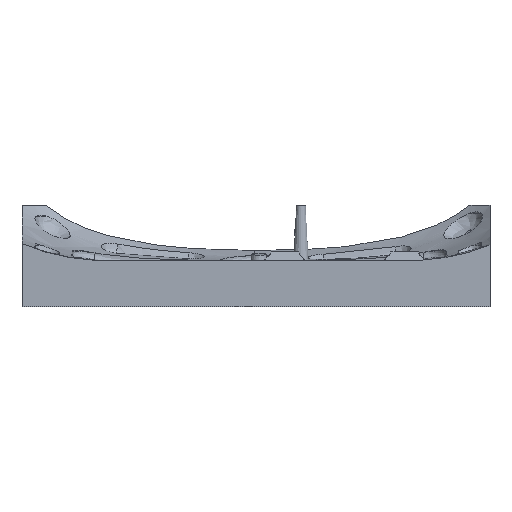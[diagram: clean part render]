
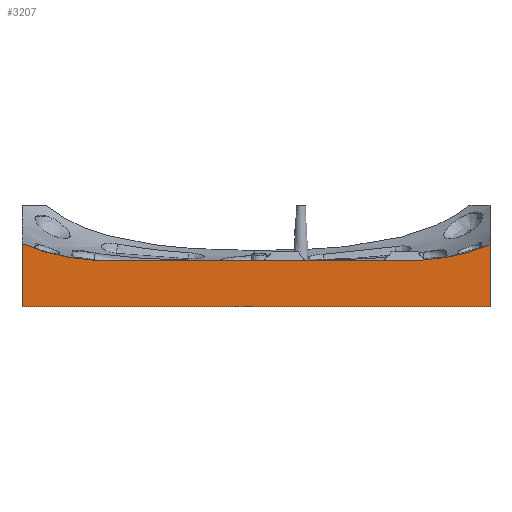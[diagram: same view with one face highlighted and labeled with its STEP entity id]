
A CAD part, left-side view. The second image highlights one B-rep face of the part: STEP entity #3207.
In plain terms, the highlighted planar face has unit normal (-1, 0, 0).
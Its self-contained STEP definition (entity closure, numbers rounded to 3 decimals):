
#195=LINE('',#8321,#288);
#226=LINE('',#8431,#319);
#257=LINE('',#9809,#350);
#258=LINE('',#9810,#351);
#288=VECTOR('',#3529,10.);
#319=VECTOR('',#3604,10.);
#350=VECTOR('',#3685,10.);
#351=VECTOR('',#3686,10.);
#394=PLANE('',#3362);
#489=FACE_OUTER_BOUND('',#620,.T.);
#620=EDGE_LOOP('',(#2608,#2609,#2610,#2611,#2612,#2613));
#849=B_SPLINE_CURVE_WITH_KNOTS('',3,(#9605,#9606,#9607,#9608,#9609,#9610),
 .UNSPECIFIED.,.F.,.F.,(4,2,4),(1.654,1.964,2.931),
 .UNSPECIFIED.);
#852=B_SPLINE_CURVE_WITH_KNOTS('',3,(#9804,#9805,#9806,#9807),
 .UNSPECIFIED.,.F.,.F.,(4,4),(0.003,1.342),
 .UNSPECIFIED.);
#1219=VERTEX_POINT('',#8180);
#1220=VERTEX_POINT('',#8320);
#1248=VERTEX_POINT('',#8425);
#1249=VERTEX_POINT('',#8430);
#1295=VERTEX_POINT('',#9803);
#1296=VERTEX_POINT('',#9808);
#1689=EDGE_CURVE('',#1220,#1219,#195,.T.);
#1732=EDGE_CURVE('',#1249,#1248,#226,.F.);
#1790=EDGE_CURVE('',#1219,#1249,#849,.T.);
#1797=EDGE_CURVE('',#1248,#1295,#852,.F.);
#1798=EDGE_CURVE('',#1295,#1296,#257,.T.);
#1799=EDGE_CURVE('',#1220,#1296,#258,.T.);
#2608=ORIENTED_EDGE('',*,*,#1797,.T.);
#2609=ORIENTED_EDGE('',*,*,#1798,.T.);
#2610=ORIENTED_EDGE('',*,*,#1799,.F.);
#2611=ORIENTED_EDGE('',*,*,#1689,.T.);
#2612=ORIENTED_EDGE('',*,*,#1790,.T.);
#2613=ORIENTED_EDGE('',*,*,#1732,.T.);
#3207=ADVANCED_FACE('',(#489),#394,.T.);
#3362=AXIS2_PLACEMENT_3D('',#9802,#3683,#3684);
#3529=DIRECTION('',(0.,0.,1.));
#3604=DIRECTION('',(0.,-1.,0.));
#3683=DIRECTION('center_axis',(-1.,0.,0.));
#3684=DIRECTION('ref_axis',(0.,1.,0.));
#3685=DIRECTION('',(0.,0.,-1.));
#3686=DIRECTION('',(0.,1.,0.));
#8180=CARTESIAN_POINT('',(17.608,-42.211,-26.922));
#8320=CARTESIAN_POINT('',(17.608,-42.211,-38.138));
#8321=CARTESIAN_POINT('',(17.608,-42.211,-28.138));
#8425=CARTESIAN_POINT('',(17.608,29.796,-29.67));
#8430=CARTESIAN_POINT('',(17.608,-29.795,-29.67));
#8431=CARTESIAN_POINT('',(17.608,-21.447,-29.67));
#9605=CARTESIAN_POINT('Ctrl Pts',(17.608,-42.211,-26.922));
#9606=CARTESIAN_POINT('Ctrl Pts',(17.608,-41.263,-27.322));
#9607=CARTESIAN_POINT('Ctrl Pts',(17.608,-40.293,-27.674));
#9608=CARTESIAN_POINT('Ctrl Pts',(17.608,-36.225,-28.943));
#9609=CARTESIAN_POINT('Ctrl Pts',(17.608,-33.008,-29.459));
#9610=CARTESIAN_POINT('Ctrl Pts',(17.608,-29.795,-29.67));
#9802=CARTESIAN_POINT('Origin',(17.608,-42.211,-28.138));
#9803=CARTESIAN_POINT('',(17.608,42.789,-26.674));
#9804=CARTESIAN_POINT('Ctrl Pts',(17.608,42.789,-26.674));
#9805=CARTESIAN_POINT('Ctrl Pts',(17.608,38.712,-28.493));
#9806=CARTESIAN_POINT('Ctrl Pts',(17.608,34.248,-29.377));
#9807=CARTESIAN_POINT('Ctrl Pts',(17.608,29.796,-29.67));
#9808=CARTESIAN_POINT('',(17.608,42.789,-38.138));
#9809=CARTESIAN_POINT('',(17.608,42.789,-28.138));
#9810=CARTESIAN_POINT('',(17.608,42.789,-38.138));
